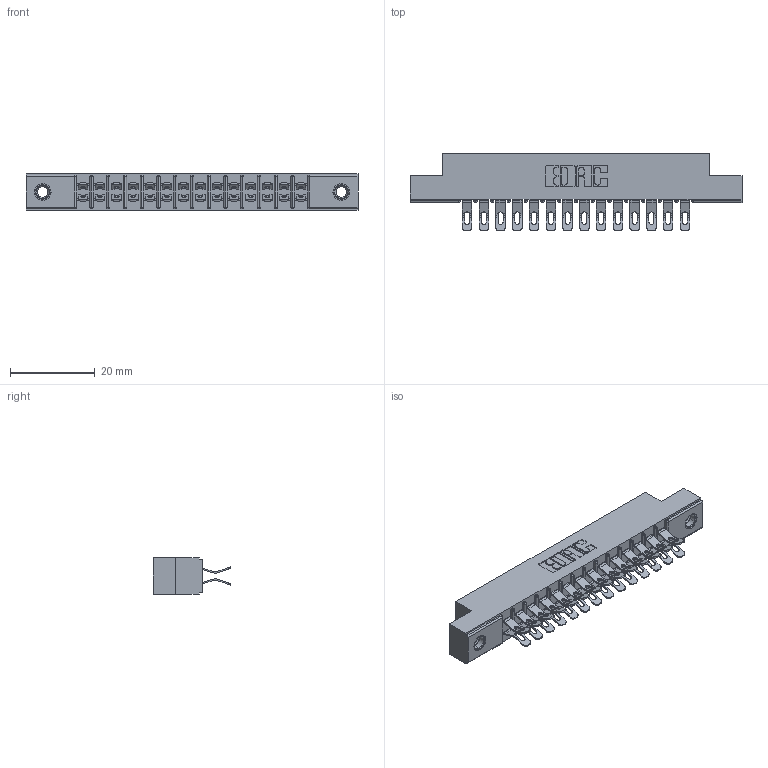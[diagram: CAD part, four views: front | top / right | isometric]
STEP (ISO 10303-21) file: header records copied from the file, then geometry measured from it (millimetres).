
FILE_DESCRIPTION (( 'STEP AP203' ), '1' );
FILE_NAME ('305-028-555-507.STEP', '2019-09-09T15:49:10', ( '' ), ( '' ), 'SwSTEP 2.0', 'SolidWorks 2016', '' );
FILE_SCHEMA (( 'CONFIG_CONTROL_DESIGN' ));
Length unit declared in the file: inch
Products named in the file (4): 345-250-001_345-250-005-103; 305 Part_.156 Dia; 305-290-001_555; 305-028-555-507
Assembly tree (31 placements, depth 2):
  305-028-555-507
    305 Part_.156 Dia
    305-290-001_555  x28
    345-250-001_345-250-005-103  x2
Bounding box: 78.49 x 18.41 x 8.71 mm (x, y, z)
Volume: 4804 mm3; surface area: 9565.5 mm2
Topology: 31 solids, 31 shells, 2024 faces, 5982 edges, 3904 vertices
Faces by surface type: plane 996, cylinder 956, sphere 56, cone 12, torus 4
Entity records: 20376 total; most frequent: CARTESIAN_POINT 3373, ORIENTED_EDGE 3328, DIRECTION 3290, EDGE_CURVE 1664, LINE 1292, VECTOR 1292, VERTEX_POINT 1066, AXIS2_PLACEMENT_3D 999
